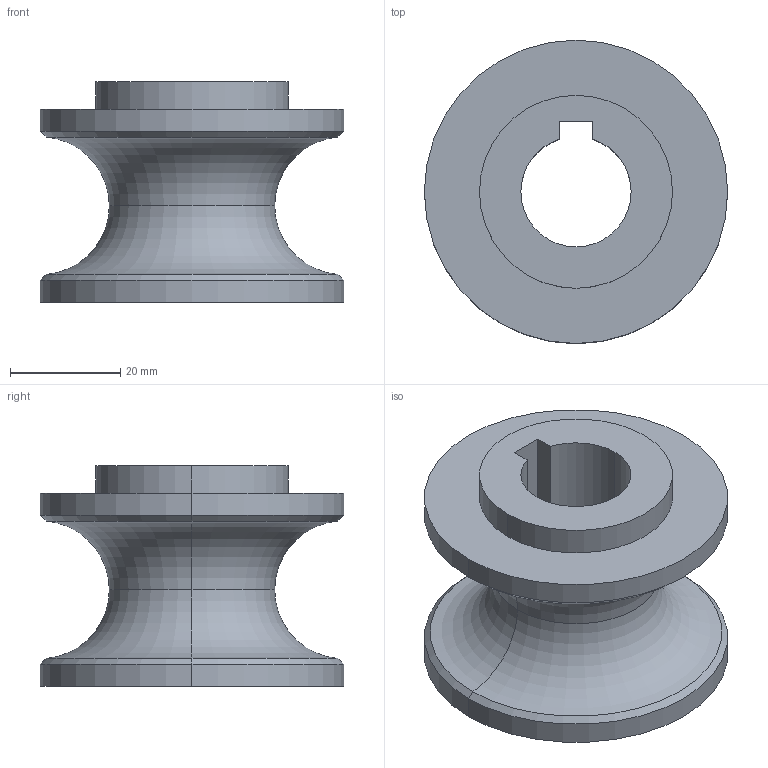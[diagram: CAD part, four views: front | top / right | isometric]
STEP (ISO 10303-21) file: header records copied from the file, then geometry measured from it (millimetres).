
FILE_DESCRIPTION (( 'STEP AP214' ), '1' );
FILE_NAME ('Galet d25.STEP', '2019-03-04T13:29:15', ( 'localuser' ), ( '' ), 'SwSTEP 2.0', 'SolidWorks 2017', '' );
FILE_SCHEMA (( 'AUTOMOTIVE_DESIGN' ));
Length unit declared in the file: millimetre
Products named in the file (1): Galet d25
Bounding box: 55 x 55 x 40 mm (x, y, z)
Volume: 40287 mm3; surface area: 13758.4 mm2
Topology: 1 solids, 1 shells, 23 faces, 50 edges, 30 vertices
Faces by surface type: cylinder 9, plane 6, torus 4, cone 4
Entity records: 670 total; most frequent: DIRECTION 126, CARTESIAN_POINT 104, ORIENTED_EDGE 100, AXIS2_PLACEMENT_3D 52, EDGE_CURVE 50, VERTEX_POINT 30, CIRCLE 28, EDGE_LOOP 26
